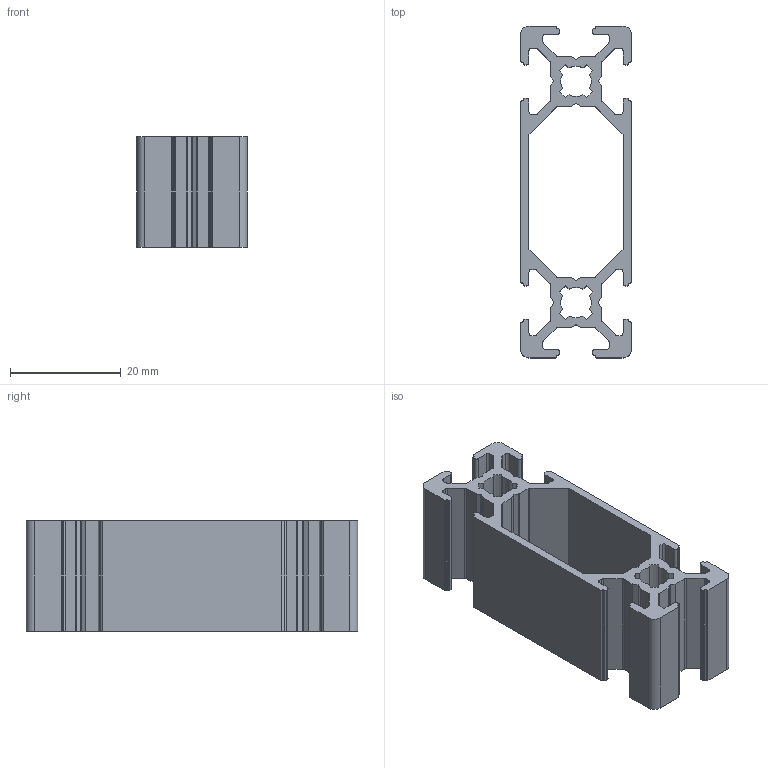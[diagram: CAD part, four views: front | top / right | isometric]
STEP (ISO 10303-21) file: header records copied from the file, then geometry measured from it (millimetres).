
FILE_DESCRIPTION((''),'2;1');
FILE_NAME('20x60.ipt.stp','2011-06-05T17:28:01',(''),(''),'Autodesk Inventor 2011','Autodesk Inventor 2011','');
FILE_SCHEMA(('AUTOMOTIVE_DESIGN { 1 0 10303 214 1 1 1 1 }'));
Length unit declared in the file: millimetre
Products named in the file (1): 20x60
Bounding box: 20 x 60 x 20 mm (x, y, z)
Volume: 7183 mm3; surface area: 8727.5 mm2
Topology: 1 solids, 1 shells, 270 faces, 804 edges, 536 vertices
Faces by surface type: plane 138, cylinder 132
Entity records: 9170 total; most frequent: CARTESIAN_POINT 1611, DIRECTION 1610, ORIENTED_EDGE 1608, EDGE_CURVE 804, VECTOR 540, LINE 540, VERTEX_POINT 536, AXIS2_PLACEMENT_3D 535
